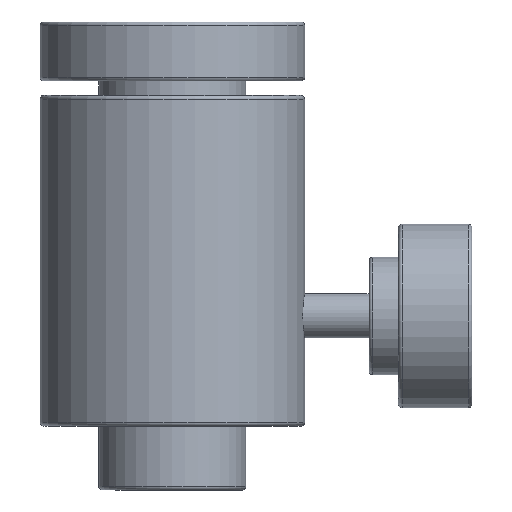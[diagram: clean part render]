
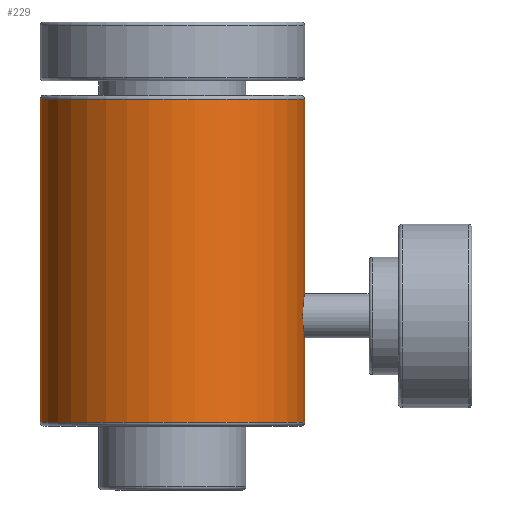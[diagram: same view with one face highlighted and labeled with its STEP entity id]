
A CAD part, left-side view. The second image highlights one B-rep face of the part: STEP entity #229.
In plain terms, the highlighted cylindrical face has radius 18 mm (diameter 36 mm), a full revolution.
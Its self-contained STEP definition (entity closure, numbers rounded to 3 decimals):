
#229 = ADVANCED_FACE( '', ( #284, #285, #286 ), #287, .T. );
#284 = FACE_OUTER_BOUND( '', #440, .T. );
#285 = FACE_OUTER_BOUND( '', #441, .T. );
#286 = FACE_BOUND( '', #442, .T. );
#287 = CYLINDRICAL_SURFACE( '', #443, 18. );
#440 = EDGE_LOOP( '', ( #570 ) );
#441 = EDGE_LOOP( '', ( #571 ) );
#442 = EDGE_LOOP( '', ( #572 ) );
#443 = AXIS2_PLACEMENT_3D( '', #573, #574, #575 );
#570 = ORIENTED_EDGE( '', *, *, #753, .T. );
#571 = ORIENTED_EDGE( '', *, *, #749, .T. );
#572 = ORIENTED_EDGE( '', *, *, #746, .T. );
#573 = CARTESIAN_POINT( '', ( 0., 0., 54. ) );
#574 = DIRECTION( '', ( 0., 0., 1. ) );
#575 = DIRECTION( '', ( -1., 0., 0. ) );
#746 = EDGE_CURVE( '', #790, #790, #791, .T. );
#749 = EDGE_CURVE( '', #796, #796, #797, .T. );
#753 = EDGE_CURVE( '', #804, #804, #805, .T. );
#790 = VERTEX_POINT( '', #870 );
#791 = B_SPLINE_CURVE_WITH_KNOTS( '', 3, ( #871, #872, #873, #874, #875, #876, #877, #878, #879, #880, #881, #882, #883, #884, #885, #886, #887, #888, #889, #890, #891, #892, #893, #894, #895, #896, #897, #898, #899, #900, #901, #902, #903, #904, #905 ), .UNSPECIFIED., .T., .F., ( 2, 1, 1, 1, 1, 1, 1, 1, 1, 1, 1, 1, 1, 1, 1, 1, 1, 1, 1, 1, 1, 1, 1, 1, 1, 1, 1, 1, 1, 1, 1, 1, 1, 1, 1, 1, 2 ), ( -0.063, -0.031, 0., 0.031, 0.063, 0.095, 0.126, 0.157, 0.188, 0.219, 0.25, 0.28, 0.312, 0.343, 0.374, 0.405, 0.437, 0.468, 0.5, 0.532, 0.563, 0.595, 0.626, 0.657, 0.688, 0.719, 0.75, 0.781, 0.812, 0.843, 0.874, 0.905, 0.937, 0.969, 1., 1.031, 1.063 ), .UNSPECIFIED. );
#796 = VERTEX_POINT( '', #940 );
#797 = CIRCLE( '', #941, 18. );
#804 = VERTEX_POINT( '', #1007 );
#805 = CIRCLE( '', #1008, 18. );
#870 = CARTESIAN_POINT( '', ( 0., -18., 18. ) );
#871 = CARTESIAN_POINT( '', ( -0.605, -17.993, 17.961 ) );
#872 = CARTESIAN_POINT( '', ( 0., -18.003, 18.019 ) );
#873 = CARTESIAN_POINT( '', ( 0.605, -17.993, 17.961 ) );
#874 = CARTESIAN_POINT( '', ( 1.187, -17.964, 17.786 ) );
#875 = CARTESIAN_POINT( '', ( 1.726, -17.919, 17.51 ) );
#876 = CARTESIAN_POINT( '', ( 2.195, -17.867, 17.136 ) );
#877 = CARTESIAN_POINT( '', ( 2.58, -17.815, 16.681 ) );
#878 = CARTESIAN_POINT( '', ( 2.865, -17.771, 16.157 ) );
#879 = CARTESIAN_POINT( '', ( 3.046, -17.741, 15.591 ) );
#880 = CARTESIAN_POINT( '', ( 3.106, -17.73, 15.002 ) );
#881 = CARTESIAN_POINT( '', ( 3.046, -17.741, 14.412 ) );
#882 = CARTESIAN_POINT( '', ( 2.865, -17.771, 13.845 ) );
#883 = CARTESIAN_POINT( '', ( 2.581, -17.815, 13.321 ) );
#884 = CARTESIAN_POINT( '', ( 2.195, -17.867, 12.865 ) );
#885 = CARTESIAN_POINT( '', ( 1.727, -17.919, 12.49 ) );
#886 = CARTESIAN_POINT( '', ( 1.189, -17.964, 12.214 ) );
#887 = CARTESIAN_POINT( '', ( 0.606, -17.993, 12.039 ) );
#888 = CARTESIAN_POINT( '', ( 0., -18.003, 11.981 ) );
#889 = CARTESIAN_POINT( '', ( -0.606, -17.993, 12.039 ) );
#890 = CARTESIAN_POINT( '', ( -1.189, -17.964, 12.214 ) );
#891 = CARTESIAN_POINT( '', ( -1.727, -17.919, 12.491 ) );
#892 = CARTESIAN_POINT( '', ( -2.196, -17.867, 12.865 ) );
#893 = CARTESIAN_POINT( '', ( -2.581, -17.815, 13.321 ) );
#894 = CARTESIAN_POINT( '', ( -2.865, -17.771, 13.845 ) );
#895 = CARTESIAN_POINT( '', ( -3.046, -17.741, 14.412 ) );
#896 = CARTESIAN_POINT( '', ( -3.106, -17.73, 15.001 ) );
#897 = CARTESIAN_POINT( '', ( -3.046, -17.741, 15.59 ) );
#898 = CARTESIAN_POINT( '', ( -2.865, -17.771, 16.157 ) );
#899 = CARTESIAN_POINT( '', ( -2.58, -17.815, 16.681 ) );
#900 = CARTESIAN_POINT( '', ( -2.195, -17.867, 17.136 ) );
#901 = CARTESIAN_POINT( '', ( -1.726, -17.919, 17.509 ) );
#902 = CARTESIAN_POINT( '', ( -1.187, -17.964, 17.786 ) );
#903 = CARTESIAN_POINT( '', ( -0.605, -17.993, 17.961 ) );
#904 = CARTESIAN_POINT( '', ( 0., -18.003, 18.019 ) );
#905 = CARTESIAN_POINT( '', ( 0.605, -17.993, 17.961 ) );
#940 = CARTESIAN_POINT( '', ( -18., 0., 44.5 ) );
#941 = AXIS2_PLACEMENT_3D( '', #1080, #1081, #1082 );
#1007 = CARTESIAN_POINT( '', ( 18., 0., 0.5 ) );
#1008 = AXIS2_PLACEMENT_3D( '', #1089, #1090, #1091 );
#1080 = CARTESIAN_POINT( '', ( 0., 0., 44.5 ) );
#1081 = DIRECTION( '', ( 0., 0., -1. ) );
#1082 = DIRECTION( '', ( -1., 0., 0. ) );
#1089 = CARTESIAN_POINT( '', ( 0., 0., 0.5 ) );
#1090 = DIRECTION( '', ( 0., 0., 1. ) );
#1091 = DIRECTION( '', ( 1., 0., 0. ) );
